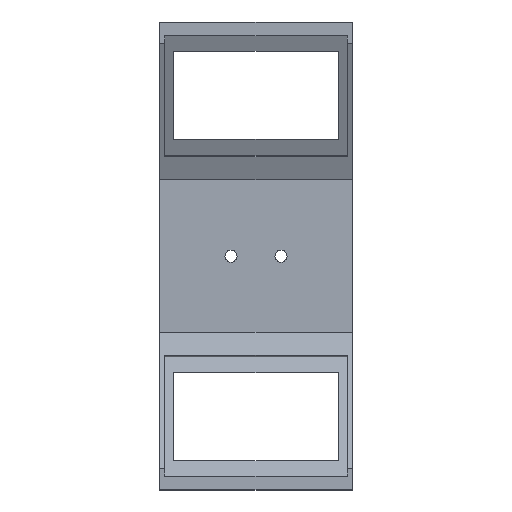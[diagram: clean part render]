
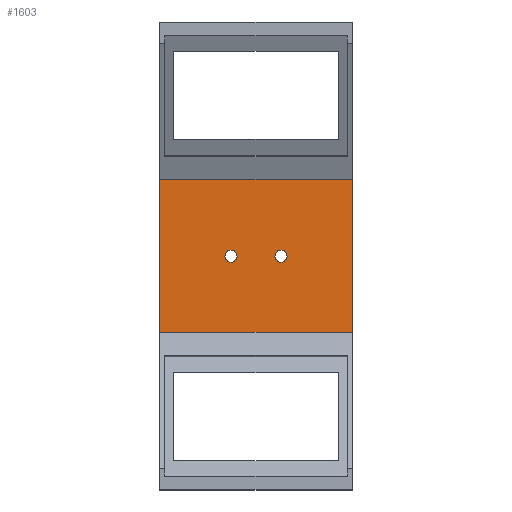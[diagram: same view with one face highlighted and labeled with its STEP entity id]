
A CAD part, top view. The second image highlights one B-rep face of the part: STEP entity #1603.
In plain terms, the highlighted planar face has unit normal (0, 0, 1).
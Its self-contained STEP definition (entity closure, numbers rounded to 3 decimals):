
#72 = PLANE('',#73);
#73 = AXIS2_PLACEMENT_3D('',#74,#75,#76);
#74 = CARTESIAN_POINT('',(0.,0.,9.248));
#75 = DIRECTION('',(1.,0.,0.));
#76 = DIRECTION('',(-0.,0.,1.));
#126 = PLANE('',#127);
#127 = AXIS2_PLACEMENT_3D('',#128,#129,#130);
#128 = CARTESIAN_POINT('',(54.,0.,9.248));
#129 = DIRECTION('',(1.,0.,0.));
#130 = DIRECTION('',(-0.,0.,1.));
#157 = CYLINDRICAL_SURFACE('',#158,1.7);
#158 = AXIS2_PLACEMENT_3D('',#159,#160,#161);
#159 = CARTESIAN_POINT('',(34.,0.,0.));
#160 = DIRECTION('',(0.,0.,1.));
#161 = DIRECTION('',(-1.,-0.,0.));
#188 = CYLINDRICAL_SURFACE('',#189,1.7);
#189 = AXIS2_PLACEMENT_3D('',#190,#191,#192);
#190 = CARTESIAN_POINT('',(20.,0.,0.));
#191 = DIRECTION('',(0.,0.,1.));
#192 = DIRECTION('',(-1.,-0.,0.));
#466 = VERTEX_POINT('',#467);
#467 = CARTESIAN_POINT('',(0.,21.38,5.));
#481 = PLANE('',#482);
#482 = AXIS2_PLACEMENT_3D('',#483,#484,#485);
#483 = CARTESIAN_POINT('',(0.,59.5,21.75));
#484 = DIRECTION('',(0.,0.402,-0.916));
#485 = DIRECTION('',(0.,-0.916,-0.402));
#493 = EDGE_CURVE('',#466,#494,#496,.T.);
#494 = VERTEX_POINT('',#495);
#495 = CARTESIAN_POINT('',(0.,-21.38,5.));
#496 = SURFACE_CURVE('',#497,(#501,#508),.PCURVE_S1.);
#497 = LINE('',#498,#499);
#498 = CARTESIAN_POINT('',(0.,21.38,5.));
#499 = VECTOR('',#500,1.);
#500 = DIRECTION('',(0.,-1.,0.));
#501 = PCURVE('',#72,#502);
#502 = DEFINITIONAL_REPRESENTATION('',(#503),#507);
#503 = LINE('',#504,#505);
#504 = CARTESIAN_POINT('',(-4.248,-21.38));
#505 = VECTOR('',#506,1.);
#506 = DIRECTION('',(0.,1.));
#507 = ( GEOMETRIC_REPRESENTATION_CONTEXT(2) 
PARAMETRIC_REPRESENTATION_CONTEXT() REPRESENTATION_CONTEXT('2D SPACE',''
  ) );
#508 = PCURVE('',#509,#514);
#509 = PLANE('',#510);
#510 = AXIS2_PLACEMENT_3D('',#511,#512,#513);
#511 = CARTESIAN_POINT('',(0.,21.38,5.));
#512 = DIRECTION('',(0.,0.,-1.));
#513 = DIRECTION('',(0.,-1.,0.));
#514 = DEFINITIONAL_REPRESENTATION('',(#515),#519);
#515 = LINE('',#516,#517);
#516 = CARTESIAN_POINT('',(0.,-0.));
#517 = VECTOR('',#518,1.);
#518 = DIRECTION('',(1.,0.));
#519 = ( GEOMETRIC_REPRESENTATION_CONTEXT(2) 
PARAMETRIC_REPRESENTATION_CONTEXT() REPRESENTATION_CONTEXT('2D SPACE',''
  ) );
#537 = PLANE('',#538);
#538 = AXIS2_PLACEMENT_3D('',#539,#540,#541);
#539 = CARTESIAN_POINT('',(0.,-59.5,21.75));
#540 = DIRECTION('',(-0.,0.402,0.916));
#541 = DIRECTION('',(0.,0.916,-0.402));
#730 = VERTEX_POINT('',#731);
#731 = CARTESIAN_POINT('',(54.,21.38,5.));
#752 = EDGE_CURVE('',#753,#730,#755,.T.);
#753 = VERTEX_POINT('',#754);
#754 = CARTESIAN_POINT('',(54.,-21.38,5.));
#755 = SURFACE_CURVE('',#756,(#760,#767),.PCURVE_S1.);
#756 = LINE('',#757,#758);
#757 = CARTESIAN_POINT('',(54.,-21.38,5.));
#758 = VECTOR('',#759,1.);
#759 = DIRECTION('',(0.,1.,0.));
#760 = PCURVE('',#126,#761);
#761 = DEFINITIONAL_REPRESENTATION('',(#762),#766);
#762 = LINE('',#763,#764);
#763 = CARTESIAN_POINT('',(-4.248,21.38));
#764 = VECTOR('',#765,1.);
#765 = DIRECTION('',(0.,-1.));
#766 = ( GEOMETRIC_REPRESENTATION_CONTEXT(2) 
PARAMETRIC_REPRESENTATION_CONTEXT() REPRESENTATION_CONTEXT('2D SPACE',''
  ) );
#767 = PCURVE('',#509,#768);
#768 = DEFINITIONAL_REPRESENTATION('',(#769),#773);
#769 = LINE('',#770,#771);
#770 = CARTESIAN_POINT('',(42.76,-54.));
#771 = VECTOR('',#772,1.);
#772 = DIRECTION('',(-1.,-0.));
#773 = ( GEOMETRIC_REPRESENTATION_CONTEXT(2) 
PARAMETRIC_REPRESENTATION_CONTEXT() REPRESENTATION_CONTEXT('2D SPACE',''
  ) );
#1024 = EDGE_CURVE('',#1025,#1025,#1027,.T.);
#1025 = VERTEX_POINT('',#1026);
#1026 = CARTESIAN_POINT('',(32.3,0.,5.));
#1027 = SURFACE_CURVE('',#1028,(#1033,#1040),.PCURVE_S1.);
#1028 = CIRCLE('',#1029,1.7);
#1029 = AXIS2_PLACEMENT_3D('',#1030,#1031,#1032);
#1030 = CARTESIAN_POINT('',(34.,0.,5.));
#1031 = DIRECTION('',(0.,0.,1.));
#1032 = DIRECTION('',(-1.,-0.,0.));
#1033 = PCURVE('',#157,#1034);
#1034 = DEFINITIONAL_REPRESENTATION('',(#1035),#1039);
#1035 = LINE('',#1036,#1037);
#1036 = CARTESIAN_POINT('',(0.,5.));
#1037 = VECTOR('',#1038,1.);
#1038 = DIRECTION('',(1.,0.));
#1039 = ( GEOMETRIC_REPRESENTATION_CONTEXT(2) 
PARAMETRIC_REPRESENTATION_CONTEXT() REPRESENTATION_CONTEXT('2D SPACE',''
  ) );
#1040 = PCURVE('',#509,#1041);
#1041 = DEFINITIONAL_REPRESENTATION('',(#1042),#1050);
#1042 = ( BOUNDED_CURVE() B_SPLINE_CURVE(2,(#1043,#1044,#1045,#1046,
#1047,#1048,#1049),.UNSPECIFIED.,.T.,.F.) B_SPLINE_CURVE_WITH_KNOTS((1,2
    ,2,2,2,1),(-2.094,0.,2.094,4.189,
6.283,8.378),.UNSPECIFIED.) CURVE() 
GEOMETRIC_REPRESENTATION_ITEM() RATIONAL_B_SPLINE_CURVE((1.,0.5,1.,0.5,
1.,0.5,1.)) REPRESENTATION_ITEM('') );
#1043 = CARTESIAN_POINT('',(21.38,-32.3));
#1044 = CARTESIAN_POINT('',(24.324,-32.3));
#1045 = CARTESIAN_POINT('',(22.852,-34.85));
#1046 = CARTESIAN_POINT('',(21.38,-37.4));
#1047 = CARTESIAN_POINT('',(19.908,-34.85));
#1048 = CARTESIAN_POINT('',(18.436,-32.3));
#1049 = CARTESIAN_POINT('',(21.38,-32.3));
#1050 = ( GEOMETRIC_REPRESENTATION_CONTEXT(2) 
PARAMETRIC_REPRESENTATION_CONTEXT() REPRESENTATION_CONTEXT('2D SPACE',''
  ) );
#1078 = EDGE_CURVE('',#1079,#1079,#1081,.T.);
#1079 = VERTEX_POINT('',#1080);
#1080 = CARTESIAN_POINT('',(18.3,0.,5.));
#1081 = SURFACE_CURVE('',#1082,(#1087,#1094),.PCURVE_S1.);
#1082 = CIRCLE('',#1083,1.7);
#1083 = AXIS2_PLACEMENT_3D('',#1084,#1085,#1086);
#1084 = CARTESIAN_POINT('',(20.,0.,5.));
#1085 = DIRECTION('',(0.,0.,1.));
#1086 = DIRECTION('',(-1.,-0.,0.));
#1087 = PCURVE('',#188,#1088);
#1088 = DEFINITIONAL_REPRESENTATION('',(#1089),#1093);
#1089 = LINE('',#1090,#1091);
#1090 = CARTESIAN_POINT('',(0.,5.));
#1091 = VECTOR('',#1092,1.);
#1092 = DIRECTION('',(1.,0.));
#1093 = ( GEOMETRIC_REPRESENTATION_CONTEXT(2) 
PARAMETRIC_REPRESENTATION_CONTEXT() REPRESENTATION_CONTEXT('2D SPACE',''
  ) );
#1094 = PCURVE('',#509,#1095);
#1095 = DEFINITIONAL_REPRESENTATION('',(#1096),#1104);
#1096 = ( BOUNDED_CURVE() B_SPLINE_CURVE(2,(#1097,#1098,#1099,#1100,
#1101,#1102,#1103),.UNSPECIFIED.,.T.,.F.) B_SPLINE_CURVE_WITH_KNOTS((1,2
    ,2,2,2,1),(-2.094,0.,2.094,4.189,
6.283,8.378),.UNSPECIFIED.) CURVE() 
GEOMETRIC_REPRESENTATION_ITEM() RATIONAL_B_SPLINE_CURVE((1.,0.5,1.,0.5,
1.,0.5,1.)) REPRESENTATION_ITEM('') );
#1097 = CARTESIAN_POINT('',(21.38,-18.3));
#1098 = CARTESIAN_POINT('',(24.324,-18.3));
#1099 = CARTESIAN_POINT('',(22.852,-20.85));
#1100 = CARTESIAN_POINT('',(21.38,-23.4));
#1101 = CARTESIAN_POINT('',(19.908,-20.85));
#1102 = CARTESIAN_POINT('',(18.436,-18.3));
#1103 = CARTESIAN_POINT('',(21.38,-18.3));
#1104 = ( GEOMETRIC_REPRESENTATION_CONTEXT(2) 
PARAMETRIC_REPRESENTATION_CONTEXT() REPRESENTATION_CONTEXT('2D SPACE',''
  ) );
#1583 = EDGE_CURVE('',#466,#730,#1584,.T.);
#1584 = SURFACE_CURVE('',#1585,(#1589,#1596),.PCURVE_S1.);
#1585 = LINE('',#1586,#1587);
#1586 = CARTESIAN_POINT('',(0.,21.38,5.));
#1587 = VECTOR('',#1588,1.);
#1588 = DIRECTION('',(1.,0.,0.));
#1589 = PCURVE('',#481,#1590);
#1590 = DEFINITIONAL_REPRESENTATION('',(#1591),#1595);
#1591 = LINE('',#1592,#1593);
#1592 = CARTESIAN_POINT('',(41.638,0.));
#1593 = VECTOR('',#1594,1.);
#1594 = DIRECTION('',(0.,-1.));
#1595 = ( GEOMETRIC_REPRESENTATION_CONTEXT(2) 
PARAMETRIC_REPRESENTATION_CONTEXT() REPRESENTATION_CONTEXT('2D SPACE',''
  ) );
#1596 = PCURVE('',#509,#1597);
#1597 = DEFINITIONAL_REPRESENTATION('',(#1598),#1602);
#1598 = LINE('',#1599,#1600);
#1599 = CARTESIAN_POINT('',(0.,-0.));
#1600 = VECTOR('',#1601,1.);
#1601 = DIRECTION('',(0.,-1.));
#1602 = ( GEOMETRIC_REPRESENTATION_CONTEXT(2) 
PARAMETRIC_REPRESENTATION_CONTEXT() REPRESENTATION_CONTEXT('2D SPACE',''
  ) );
#1603 = ADVANCED_FACE('',(#1604,#1630,#1633),#509,.F.);
#1604 = FACE_BOUND('',#1605,.F.);
#1605 = EDGE_LOOP('',(#1606,#1607,#1608,#1629));
#1606 = ORIENTED_EDGE('',*,*,#1583,.T.);
#1607 = ORIENTED_EDGE('',*,*,#752,.F.);
#1608 = ORIENTED_EDGE('',*,*,#1609,.F.);
#1609 = EDGE_CURVE('',#494,#753,#1610,.T.);
#1610 = SURFACE_CURVE('',#1611,(#1615,#1622),.PCURVE_S1.);
#1611 = LINE('',#1612,#1613);
#1612 = CARTESIAN_POINT('',(0.,-21.38,5.));
#1613 = VECTOR('',#1614,1.);
#1614 = DIRECTION('',(1.,0.,0.));
#1615 = PCURVE('',#509,#1616);
#1616 = DEFINITIONAL_REPRESENTATION('',(#1617),#1621);
#1617 = LINE('',#1618,#1619);
#1618 = CARTESIAN_POINT('',(42.76,0.));
#1619 = VECTOR('',#1620,1.);
#1620 = DIRECTION('',(0.,-1.));
#1621 = ( GEOMETRIC_REPRESENTATION_CONTEXT(2) 
PARAMETRIC_REPRESENTATION_CONTEXT() REPRESENTATION_CONTEXT('2D SPACE',''
  ) );
#1622 = PCURVE('',#537,#1623);
#1623 = DEFINITIONAL_REPRESENTATION('',(#1624),#1628);
#1624 = LINE('',#1625,#1626);
#1625 = CARTESIAN_POINT('',(41.638,0.));
#1626 = VECTOR('',#1627,1.);
#1627 = DIRECTION('',(0.,-1.));
#1628 = ( GEOMETRIC_REPRESENTATION_CONTEXT(2) 
PARAMETRIC_REPRESENTATION_CONTEXT() REPRESENTATION_CONTEXT('2D SPACE',''
  ) );
#1629 = ORIENTED_EDGE('',*,*,#493,.F.);
#1630 = FACE_BOUND('',#1631,.F.);
#1631 = EDGE_LOOP('',(#1632));
#1632 = ORIENTED_EDGE('',*,*,#1024,.T.);
#1633 = FACE_BOUND('',#1634,.F.);
#1634 = EDGE_LOOP('',(#1635));
#1635 = ORIENTED_EDGE('',*,*,#1078,.T.);
